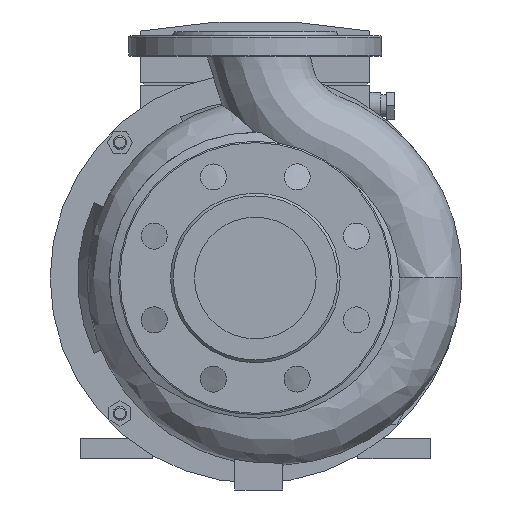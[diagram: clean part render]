
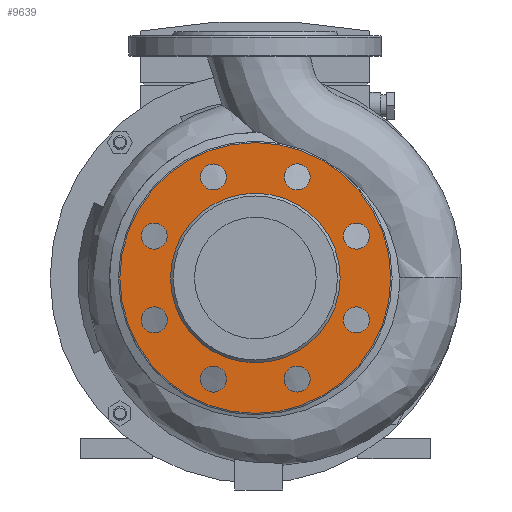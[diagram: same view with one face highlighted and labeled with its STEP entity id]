
A CAD part, left-side view. The second image highlights one B-rep face of the part: STEP entity #9639.
In plain terms, the highlighted planar face has unit normal (-1, 0, 0).
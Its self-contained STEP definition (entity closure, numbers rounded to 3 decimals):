
#333=FACE_BOUND('',#2019,.T.);
#334=FACE_BOUND('',#2020,.T.);
#335=FACE_BOUND('',#2021,.T.);
#336=FACE_BOUND('',#2022,.T.);
#337=FACE_BOUND('',#2023,.T.);
#338=FACE_BOUND('',#2024,.T.);
#339=FACE_BOUND('',#2025,.T.);
#340=FACE_BOUND('',#2026,.T.);
#341=FACE_BOUND('',#2027,.T.);
#503=CIRCLE('',#10326,9.5);
#505=CIRCLE('',#10329,9.5);
#507=CIRCLE('',#10332,9.5);
#509=CIRCLE('',#10335,9.5);
#511=CIRCLE('',#10338,9.5);
#513=CIRCLE('',#10341,9.5);
#515=CIRCLE('',#10344,9.5);
#517=CIRCLE('',#10347,9.5);
#518=CIRCLE('',#10349,62.);
#520=CIRCLE('',#10352,99.);
#959=PLANE('',#10351);
#1364=FACE_OUTER_BOUND('',#2018,.T.);
#2018=EDGE_LOOP('',(#7521));
#2019=EDGE_LOOP('',(#7522));
#2020=EDGE_LOOP('',(#7523));
#2021=EDGE_LOOP('',(#7524));
#2022=EDGE_LOOP('',(#7525));
#2023=EDGE_LOOP('',(#7526));
#2024=EDGE_LOOP('',(#7527));
#2025=EDGE_LOOP('',(#7528));
#2026=EDGE_LOOP('',(#7529));
#2027=EDGE_LOOP('',(#7530));
#4551=VERTEX_POINT('',#15626);
#4553=VERTEX_POINT('',#15631);
#4555=VERTEX_POINT('',#15636);
#4557=VERTEX_POINT('',#15641);
#4559=VERTEX_POINT('',#15646);
#4561=VERTEX_POINT('',#15651);
#4563=VERTEX_POINT('',#15656);
#4565=VERTEX_POINT('',#15661);
#4566=VERTEX_POINT('',#15664);
#4568=VERTEX_POINT('',#15669);
#5642=EDGE_CURVE('',#4551,#4551,#503,.T.);
#5644=EDGE_CURVE('',#4553,#4553,#505,.T.);
#5646=EDGE_CURVE('',#4555,#4555,#507,.T.);
#5648=EDGE_CURVE('',#4557,#4557,#509,.T.);
#5650=EDGE_CURVE('',#4559,#4559,#511,.T.);
#5652=EDGE_CURVE('',#4561,#4561,#513,.T.);
#5654=EDGE_CURVE('',#4563,#4563,#515,.T.);
#5656=EDGE_CURVE('',#4565,#4565,#517,.T.);
#5657=EDGE_CURVE('',#4566,#4566,#518,.T.);
#5659=EDGE_CURVE('',#4568,#4568,#520,.T.);
#7521=ORIENTED_EDGE('',*,*,#5659,.T.);
#7522=ORIENTED_EDGE('',*,*,#5642,.F.);
#7523=ORIENTED_EDGE('',*,*,#5644,.F.);
#7524=ORIENTED_EDGE('',*,*,#5646,.F.);
#7525=ORIENTED_EDGE('',*,*,#5648,.F.);
#7526=ORIENTED_EDGE('',*,*,#5650,.F.);
#7527=ORIENTED_EDGE('',*,*,#5652,.F.);
#7528=ORIENTED_EDGE('',*,*,#5654,.F.);
#7529=ORIENTED_EDGE('',*,*,#5656,.F.);
#7530=ORIENTED_EDGE('',*,*,#5657,.F.);
#9639=ADVANCED_FACE('',(#1364,#333,#334,#335,#336,#337,#338,#339,#340,#341),
#959,.F.);
#10326=AXIS2_PLACEMENT_3D('',#15627,#11962,#11963);
#10329=AXIS2_PLACEMENT_3D('',#15632,#11968,#11969);
#10332=AXIS2_PLACEMENT_3D('',#15637,#11974,#11975);
#10335=AXIS2_PLACEMENT_3D('',#15642,#11980,#11981);
#10338=AXIS2_PLACEMENT_3D('',#15647,#11986,#11987);
#10341=AXIS2_PLACEMENT_3D('',#15652,#11992,#11993);
#10344=AXIS2_PLACEMENT_3D('',#15657,#11998,#11999);
#10347=AXIS2_PLACEMENT_3D('',#15662,#12004,#12005);
#10349=AXIS2_PLACEMENT_3D('',#15665,#12008,#12009);
#10351=AXIS2_PLACEMENT_3D('',#15668,#12012,#12013);
#10352=AXIS2_PLACEMENT_3D('',#15670,#12014,#12015);
#11962=DIRECTION('center_axis',(-1.,0.,0.));
#11963=DIRECTION('ref_axis',(0.,0.707,-0.707));
#11968=DIRECTION('center_axis',(-1.,0.,0.));
#11969=DIRECTION('ref_axis',(0.,1.,0.));
#11974=DIRECTION('center_axis',(-1.,0.,0.));
#11975=DIRECTION('ref_axis',(0.,0.707,0.707));
#11980=DIRECTION('center_axis',(-1.,0.,0.));
#11981=DIRECTION('ref_axis',(0.,0.,
1.));
#11986=DIRECTION('center_axis',(-1.,0.,0.));
#11987=DIRECTION('ref_axis',(0.,-0.707,0.707));
#11992=DIRECTION('center_axis',(-1.,0.,0.));
#11993=DIRECTION('ref_axis',(0.,-1.,0.));
#11998=DIRECTION('center_axis',(-1.,0.,0.));
#11999=DIRECTION('ref_axis',(0.,-0.707,-0.707));
#12004=DIRECTION('center_axis',(-1.,0.,0.));
#12005=DIRECTION('ref_axis',(0.,0.,-1.));
#12008=DIRECTION('center_axis',(-1.,0.,0.));
#12009=DIRECTION('ref_axis',(0.,-1.,0.));
#12012=DIRECTION('center_axis',(1.,0.,0.));
#12013=DIRECTION('ref_axis',(0.,0.,1.));
#12014=DIRECTION('center_axis',(-1.,0.,0.));
#12015=DIRECTION('ref_axis',(0.,-1.,0.));
#15626=CARTESIAN_POINT('',(-98.,-80.628,108.103));
#15627=CARTESIAN_POINT('Origin',(-98.,-73.91,101.385));
#15631=CARTESIAN_POINT('',(-98.,-40.115,58.09));
#15632=CARTESIAN_POINT('Origin',(-98.,-30.615,58.09));
#15636=CARTESIAN_POINT('',(-98.,23.897,51.372));
#15637=CARTESIAN_POINT('Origin',(-98.,30.615,58.09));
#15641=CARTESIAN_POINT('',(-98.,73.91,91.885));
#15642=CARTESIAN_POINT('Origin',(-98.,73.91,101.385));
#15646=CARTESIAN_POINT('',(-98.,80.628,155.897));
#15647=CARTESIAN_POINT('Origin',(-98.,73.91,162.615));
#15651=CARTESIAN_POINT('',(-98.,40.115,205.91));
#15652=CARTESIAN_POINT('Origin',(-98.,30.615,205.91));
#15656=CARTESIAN_POINT('',(-98.,-23.897,212.628));
#15657=CARTESIAN_POINT('Origin',(-98.,-30.615,205.91));
#15661=CARTESIAN_POINT('',(-98.,-73.91,172.115));
#15662=CARTESIAN_POINT('Origin',(-98.,-73.91,162.615));
#15664=CARTESIAN_POINT('',(-98.,-62.,132.));
#15665=CARTESIAN_POINT('Origin',(-98.,0.,132.));
#15668=CARTESIAN_POINT('Origin',(-98.,-80.5,132.));
#15669=CARTESIAN_POINT('',(-98.,-99.,132.));
#15670=CARTESIAN_POINT('Origin',(-98.,0.,132.));
